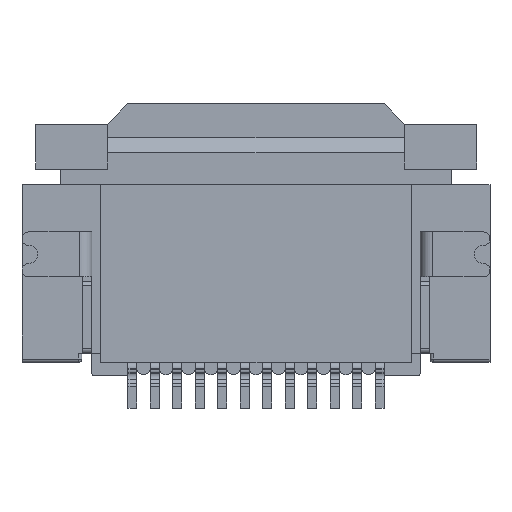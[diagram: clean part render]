
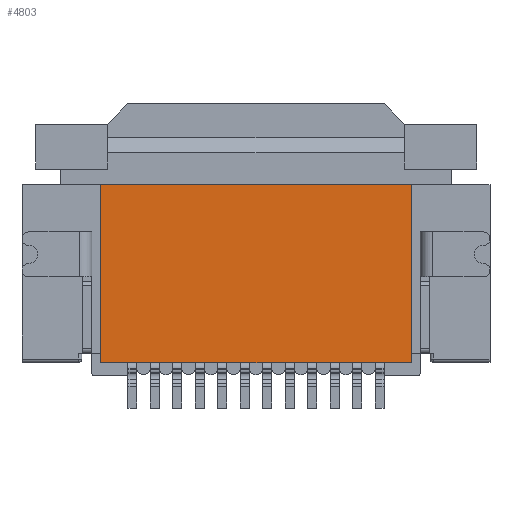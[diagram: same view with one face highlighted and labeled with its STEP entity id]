
A CAD part, front view. The second image highlights one B-rep face of the part: STEP entity #4803.
In plain terms, the highlighted planar face has unit normal (0, -1, 0).
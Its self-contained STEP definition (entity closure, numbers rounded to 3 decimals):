
#153 = VECTOR ( 'NONE', #12942, 1000. ) ;
#958 = CARTESIAN_POINT ( 'NONE',  ( -3.45, 0.05, 1.55 ) ) ;
#1516 = VECTOR ( 'NONE', #18101, 1000. ) ;
#1594 = CARTESIAN_POINT ( 'NONE',  ( 7., 0.05, 0. ) ) ;
#3127 = LINE ( 'NONE', #20944, #8103 ) ;
#3612 = VERTEX_POINT ( 'NONE', #13222 ) ;
#3628 = CARTESIAN_POINT ( 'NONE',  ( -3.45, 0.05, 1.55 ) ) ;
#3689 = AXIS2_PLACEMENT_3D ( 'NONE', #1594, #15640, #22315 ) ;
#4449 = EDGE_CURVE ( 'NONE', #9458, #13187, #3127, .T. ) ;
#4803 = ADVANCED_FACE ( 'NONE', ( #22522 ), #17359, .T. ) ;
#6778 = LINE ( 'NONE', #9889, #16629 ) ;
#6844 = ORIENTED_EDGE ( 'NONE', *, *, #12993, .F. ) ;
#7422 = LINE ( 'NONE', #13069, #153 ) ;
#7530 = ORIENTED_EDGE ( 'NONE', *, *, #4449, .T. ) ;
#7795 = VERTEX_POINT ( 'NONE', #3628 ) ;
#8103 = VECTOR ( 'NONE', #12091, 1000. ) ;
#9458 = VERTEX_POINT ( 'NONE', #18100 ) ;
#9889 = CARTESIAN_POINT ( 'NONE',  ( -3.45, 0.05, 1.55 ) ) ;
#12091 = DIRECTION ( 'NONE',  ( 1., 0., 0. ) ) ;
#12942 = DIRECTION ( 'NONE',  ( 0., 0., -1. ) ) ;
#12955 = ORIENTED_EDGE ( 'NONE', *, *, #18492, .T. ) ;
#12993 = EDGE_CURVE ( 'NONE', #3612, #13187, #7422, .T. ) ;
#13069 = CARTESIAN_POINT ( 'NONE',  ( 3.45, 0.05, 1.55 ) ) ;
#13187 = VERTEX_POINT ( 'NONE', #16621 ) ;
#13222 = CARTESIAN_POINT ( 'NONE',  ( 3.45, 0.05, 1.55 ) ) ;
#14070 = EDGE_LOOP ( 'NONE', ( #17940, #12955, #7530, #6844 ) ) ;
#14546 = LINE ( 'NONE', #958, #1516 ) ;
#15523 = DIRECTION ( 'NONE',  ( -1., 0., 0. ) ) ;
#15640 = DIRECTION ( 'NONE',  ( 0., -1., 0. ) ) ;
#16621 = CARTESIAN_POINT ( 'NONE',  ( 3.45, 0.05, -2.405 ) ) ;
#16629 = VECTOR ( 'NONE', #15523, 1000. ) ;
#17359 = PLANE ( 'NONE',  #3689 ) ;
#17940 = ORIENTED_EDGE ( 'NONE', *, *, #20979, .T. ) ;
#18100 = CARTESIAN_POINT ( 'NONE',  ( -3.45, 0.05, -2.405 ) ) ;
#18101 = DIRECTION ( 'NONE',  ( 0., 0., -1. ) ) ;
#18492 = EDGE_CURVE ( 'NONE', #7795, #9458, #14546, .T. ) ;
#20944 = CARTESIAN_POINT ( 'NONE',  ( -3.45, 0.05, -2.405 ) ) ;
#20979 = EDGE_CURVE ( 'NONE', #3612, #7795, #6778, .T. ) ;
#22315 = DIRECTION ( 'NONE',  ( 0., 0., -1. ) ) ;
#22522 = FACE_OUTER_BOUND ( 'NONE', #14070, .T. ) ;
